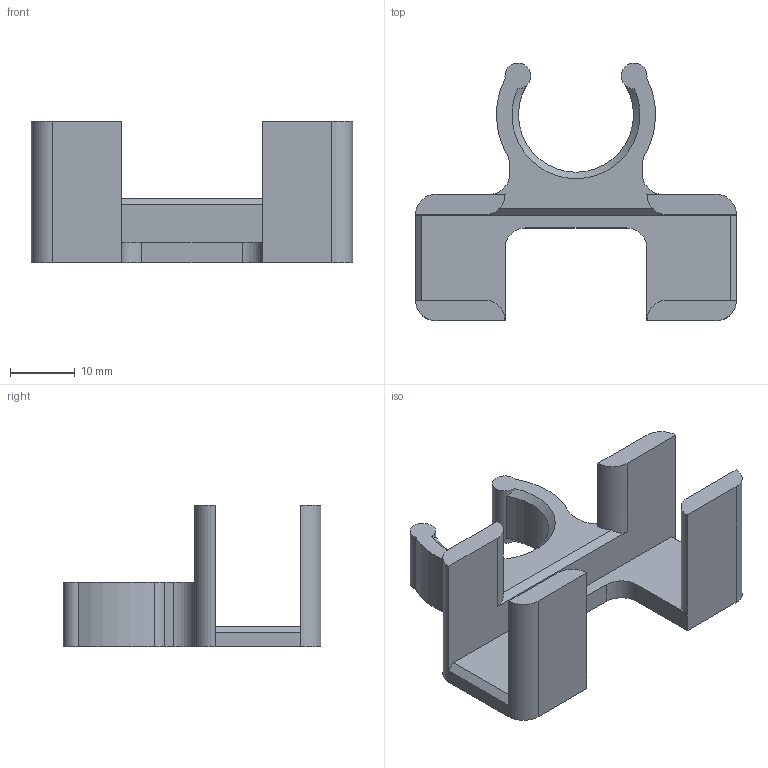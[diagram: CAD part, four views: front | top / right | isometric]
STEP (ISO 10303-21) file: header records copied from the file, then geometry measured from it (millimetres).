
FILE_DESCRIPTION(('FreeCAD Model'),'2;1');
FILE_NAME('venus_razor_holder.step','2020-06-01T15:58:06',('Felix Morgner'),(''), 'Open CASCADE STEP processor 7.4','FreeCAD','Unknown');
FILE_SCHEMA(('AUTOMOTIVE_DESIGN { 1 0 10303 214 1 1 1 1 }'));
Length unit declared in the file: millimetre
Products named in the file (2): Venus_Razor_Holder; Holder
Assembly tree (1 placements, depth 2):
  Venus_Razor_Holder
    Holder
Bounding box: 49.8 x 39.95 x 22 mm (x, y, z)
Volume: 7642.7 mm3; surface area: 5489.3 mm2
Topology: 1 solids, 1 shells, 45 faces, 133 edges, 90 vertices
Faces by surface type: plane 24, cylinder 19, cone 2
Entity records: 3632 total; most frequent: CARTESIAN_POINT 1020, DIRECTION 486, LINE 295, VECTOR 295, ORIENTED_EDGE 266, PCURVE 266, DEFINITIONAL_REPRESENTATION 266, EDGE_CURVE 133
